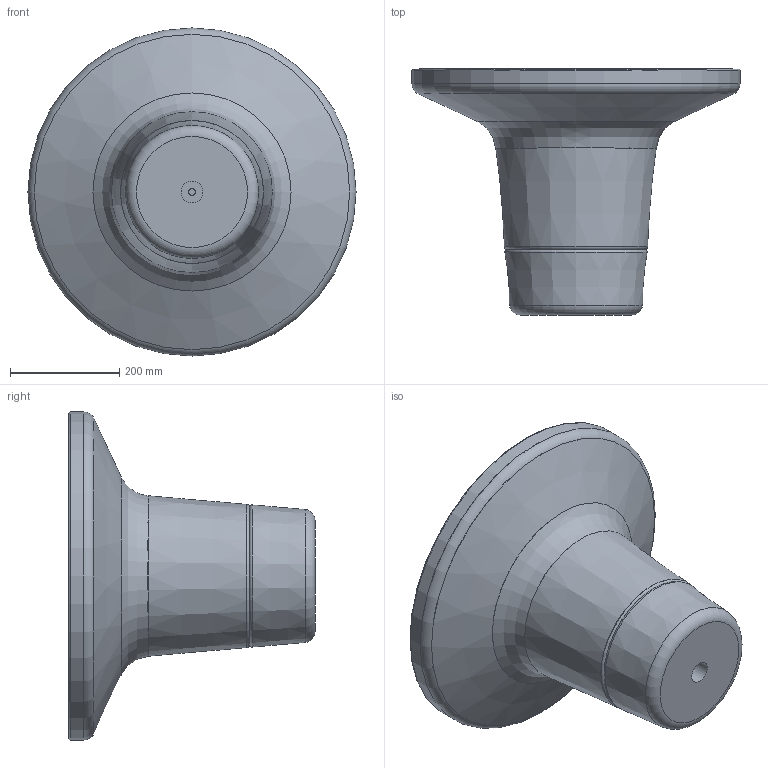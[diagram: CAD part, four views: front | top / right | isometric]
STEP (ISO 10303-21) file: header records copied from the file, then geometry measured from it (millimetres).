
FILE_DESCRIPTION (( 'STEP AP214' ), '1' );
FILE_NAME ('POLLER_small.STEP', '2017-11-20T17:48:56', ( '' ), ( '' ), 'SwSTEP 2.0', 'SolidWorks 2015', '' );
FILE_SCHEMA (( 'AUTOMOTIVE_DESIGN' ));
Length unit declared in the file: millimetre
Products named in the file (1): POLLER_small
Bounding box: 600 x 450 x 600 mm (x, y, z)
Volume: 9827618.7 mm3; surface area: 2105943.3 mm2
Topology: 5 solids, 5 shells, 61 faces, 115 edges, 73 vertices
Faces by surface type: plane 19, cylinder 18, cone 12, torus 12
Full cylindrical faces by diameter (mm): 6 x8, 12 x3, 37 x2, 40 x2, 200 x1, 596 x1, 600 x1
Entity records: 1342 total; most frequent: DIRECTION 250, CARTESIAN_POINT 188, ORIENTED_EDGE 126, EDGE_LOOP 126, AXIS2_PLACEMENT_3D 125, FACE_OUTER_BOUND 91, VERTEX_POINT 63, CIRCLE 63
